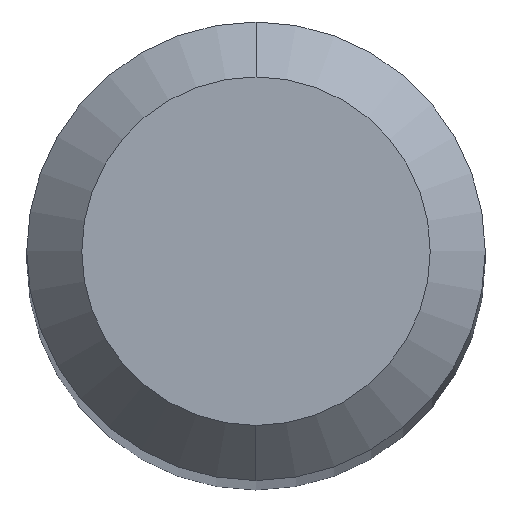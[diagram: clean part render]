
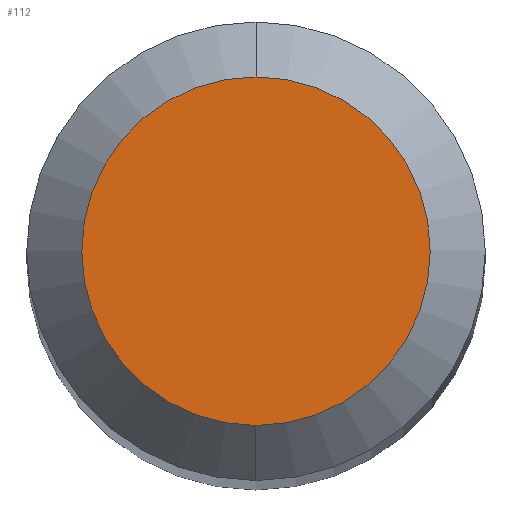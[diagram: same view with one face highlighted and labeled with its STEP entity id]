
A CAD part, top view. The second image highlights one B-rep face of the part: STEP entity #112.
In plain terms, the highlighted planar face has unit normal (0, 0, 1).
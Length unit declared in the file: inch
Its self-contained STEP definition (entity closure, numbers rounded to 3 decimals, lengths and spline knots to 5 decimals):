
#11 = PLANE ( 'NONE',  #241 ) ;
#48 = CARTESIAN_POINT ( 'NONE',  ( 0., 0., 0. ) ) ;
#99 = CARTESIAN_POINT ( 'NONE',  ( 0., -0.0475, 0. ) ) ;
#112 = ADVANCED_FACE ( 'NONE', ( #373 ), #11, .F. ) ;
#128 = CIRCLE ( 'NONE', #253, 0.0475 ) ;
#142 = EDGE_LOOP ( 'NONE', ( #343, #255 ) ) ;
#169 = DIRECTION ( 'NONE',  ( 0., 0., -1. ) ) ;
#170 = CARTESIAN_POINT ( 'NONE',  ( 0., 0., 0. ) ) ;
#188 = VERTEX_POINT ( 'NONE', #99 ) ;
#207 = CARTESIAN_POINT ( 'NONE',  ( 0., 0.0475, 0. ) ) ;
#241 = AXIS2_PLACEMENT_3D ( 'NONE', #440, #169, #337 ) ;
#245 = DIRECTION ( 'NONE',  ( 0., -1., 0. ) ) ;
#253 = AXIS2_PLACEMENT_3D ( 'NONE', #170, #479, #329 ) ;
#255 = ORIENTED_EDGE ( 'NONE', *, *, #451, .T. ) ;
#329 = DIRECTION ( 'NONE',  ( 0., -1., 0. ) ) ;
#337 = DIRECTION ( 'NONE',  ( 0., 1., 0. ) ) ;
#343 = ORIENTED_EDGE ( 'NONE', *, *, #478, .T. ) ;
#373 = FACE_OUTER_BOUND ( 'NONE', #142, .T. ) ;
#440 = CARTESIAN_POINT ( 'NONE',  ( 0., 0.0475, 0. ) ) ;
#448 = VERTEX_POINT ( 'NONE', #207 ) ;
#451 = EDGE_CURVE ( 'NONE', #188, #448, #128, .T. ) ;
#476 = CIRCLE ( 'NONE', #496, 0.0475 ) ;
#478 = EDGE_CURVE ( 'NONE', #448, #188, #476, .T. ) ;
#479 = DIRECTION ( 'NONE',  ( 0., 0., 1. ) ) ;
#481 = DIRECTION ( 'NONE',  ( 0., 0., 1. ) ) ;
#496 = AXIS2_PLACEMENT_3D ( 'NONE', #48, #481, #245 ) ;
